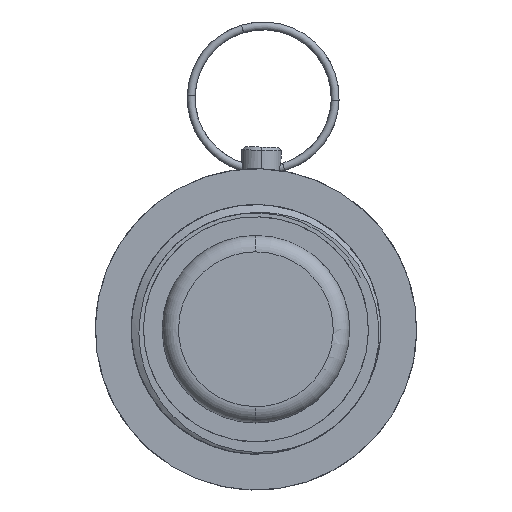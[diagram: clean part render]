
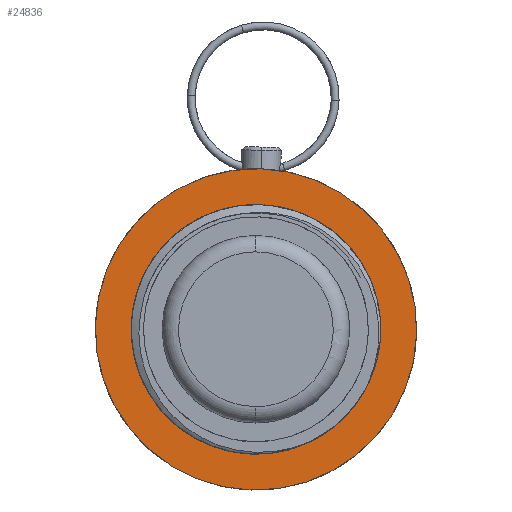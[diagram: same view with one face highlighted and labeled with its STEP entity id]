
A CAD part, front view. The second image highlights one B-rep face of the part: STEP entity #24836.
In plain terms, the highlighted planar face has unit normal (-0.001, -1, 0.001).
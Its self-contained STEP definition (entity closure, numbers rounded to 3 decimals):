
#24718=CARTESIAN_POINT('Vertex',(-58.62,1.266,0.)) ;
#24721=CARTESIAN_POINT('Axis2P3D Location',(-83.12,1.266,0.)) ;
#24725=CARTESIAN_POINT('Vertex',(-83.119,1.266,-24.5)) ;
#24728=CARTESIAN_POINT('Axis2P3D Location',(-83.12,1.266,0.)) ;
#24732=CARTESIAN_POINT('Vertex',(-107.62,1.266,0.)) ;
#24754=CARTESIAN_POINT('Axis2P3D Location',(-83.12,1.266,0.)) ;
#24766=CARTESIAN_POINT('Axis2P3D Location',(-95.37,1.266,0.)) ;
#24777=CARTESIAN_POINT('Control Point',(-83.12,1.266,19.05)) ;
#24778=CARTESIAN_POINT('Control Point',(-81.196,1.266,19.05)) ;
#24779=CARTESIAN_POINT('Control Point',(-79.271,1.266,18.807)) ;
#24780=CARTESIAN_POINT('Control Point',(-77.388,1.266,18.321)) ;
#24781=CARTESIAN_POINT('Control Point',(-73.784,1.266,16.884)) ;
#24782=CARTESIAN_POINT('Control Point',(-70.652,1.266,14.596)) ;
#24783=CARTESIAN_POINT('Control Point',(-69.238,1.266,13.259)) ;
#24784=CARTESIAN_POINT('Control Point',(-66.78,1.266,10.258)) ;
#24785=CARTESIAN_POINT('Control Point',(-65.146,1.266,6.741)) ;
#24786=CARTESIAN_POINT('Control Point',(-64.556,1.266,4.886)) ;
#24787=CARTESIAN_POINT('Control Point',(-63.857,1.266,1.071)) ;
#24788=CARTESIAN_POINT('Control Point',(-64.128,1.266,-2.799)) ;
#24789=CARTESIAN_POINT('Control Point',(-64.509,1.266,-4.707)) ;
#24790=CARTESIAN_POINT('Control Point',(-65.744,1.266,-8.384)) ;
#24791=CARTESIAN_POINT('Control Point',(-67.854,1.266,-11.639)) ;
#24792=CARTESIAN_POINT('Control Point',(-69.111,1.266,-13.124)) ;
#24793=CARTESIAN_POINT('Control Point',(-71.971,1.266,-15.745)) ;
#24794=CARTESIAN_POINT('Control Point',(-75.392,1.266,-17.573)) ;
#24795=CARTESIAN_POINT('Control Point',(-77.211,1.266,-18.265)) ;
#24796=CARTESIAN_POINT('Control Point',(-79.511,1.266,-18.819)) ;
#24797=CARTESIAN_POINT('Control Point',(-81.851,1.266,-19.015)) ;
#24798=CARTESIAN_POINT('Control Point',(-82.274,1.266,-19.038)) ;
#24799=CARTESIAN_POINT('Control Point',(-82.697,1.266,-19.05)) ;
#24800=CARTESIAN_POINT('Control Point',(-83.12,1.266,-19.05)) ;
#24801=CARTESIAN_POINT('Vertex',(-83.12,1.266,-19.05)) ;
#24803=CARTESIAN_POINT('Vertex',(-83.12,1.266,19.05)) ;
#24807=CARTESIAN_POINT('Control Point',(-83.12,1.266,-19.05)) ;
#24808=CARTESIAN_POINT('Control Point',(-85.044,1.266,-19.05)) ;
#24809=CARTESIAN_POINT('Control Point',(-86.968,1.266,-18.807)) ;
#24810=CARTESIAN_POINT('Control Point',(-88.853,1.266,-18.321)) ;
#24811=CARTESIAN_POINT('Control Point',(-92.456,1.266,-16.884)) ;
#24812=CARTESIAN_POINT('Control Point',(-95.588,1.266,-14.596)) ;
#24813=CARTESIAN_POINT('Control Point',(-97.002,1.266,-13.259)) ;
#24814=CARTESIAN_POINT('Control Point',(-99.46,1.266,-10.258)) ;
#24815=CARTESIAN_POINT('Control Point',(-101.094,1.266,-6.741)) ;
#24816=CARTESIAN_POINT('Control Point',(-101.684,1.266,-4.886)) ;
#24817=CARTESIAN_POINT('Control Point',(-102.383,1.266,-1.071)) ;
#24818=CARTESIAN_POINT('Control Point',(-102.112,1.266,2.798)) ;
#24819=CARTESIAN_POINT('Control Point',(-101.731,1.266,4.707)) ;
#24820=CARTESIAN_POINT('Control Point',(-100.496,1.266,8.384)) ;
#24821=CARTESIAN_POINT('Control Point',(-98.386,1.266,11.639)) ;
#24822=CARTESIAN_POINT('Control Point',(-97.129,1.266,13.124)) ;
#24823=CARTESIAN_POINT('Control Point',(-94.27,1.266,15.745)) ;
#24824=CARTESIAN_POINT('Control Point',(-90.848,1.266,17.572)) ;
#24825=CARTESIAN_POINT('Control Point',(-89.029,1.266,18.265)) ;
#24826=CARTESIAN_POINT('Control Point',(-86.73,1.266,18.819)) ;
#24827=CARTESIAN_POINT('Control Point',(-84.39,1.266,19.015)) ;
#24828=CARTESIAN_POINT('Control Point',(-83.966,1.266,19.038)) ;
#24829=CARTESIAN_POINT('Control Point',(-83.543,1.266,19.05)) ;
#24830=CARTESIAN_POINT('Control Point',(-83.12,1.266,19.05)) ;
#24722=DIRECTION('Axis2P3D Direction',(0.,-1.,0.)) ;
#24729=DIRECTION('Axis2P3D Direction',(0.,-1.,0.)) ;
#24755=DIRECTION('Axis2P3D Direction',(0.,-1.,0.)) ;
#24767=DIRECTION('Axis2P3D Direction',(0.,-1.,0.)) ;
#24768=DIRECTION('Axis2P3D XDirection',(0.,0.,-1.)) ;
#24723=AXIS2_PLACEMENT_3D('Circle Axis2P3D',#24721,#24722,$) ;
#24730=AXIS2_PLACEMENT_3D('Circle Axis2P3D',#24728,#24729,$) ;
#24756=AXIS2_PLACEMENT_3D('Circle Axis2P3D',#24754,#24755,$) ;
#24769=AXIS2_PLACEMENT_3D('Plane Axis2P3D',#24766,#24767,#24768) ;
#24724=CIRCLE('generated circle',#24723,24.5) ;
#24731=CIRCLE('generated circle',#24730,24.5) ;
#24757=CIRCLE('generated circle',#24756,24.5) ;
#24770=PLANE('',#24769) ;
#24835=FACE_BOUND('',#24832,.T.) ;
#24727=EDGE_CURVE('',#24726,#24719,#24724,.T.) ;
#24734=EDGE_CURVE('',#24733,#24726,#24731,.T.) ;
#24758=EDGE_CURVE('',#24719,#24733,#24757,.T.) ;
#24805=EDGE_CURVE('',#24802,#24804,#24776,.F.) ;
#24831=EDGE_CURVE('',#24804,#24802,#24806,.F.) ;
#24771=EDGE_LOOP('',(#24772,#24773,#24774)) ;
#24832=EDGE_LOOP('',(#24833,#24834)) ;
#24772=ORIENTED_EDGE('',*,*,#24758,.T.) ;
#24773=ORIENTED_EDGE('',*,*,#24734,.T.) ;
#24774=ORIENTED_EDGE('',*,*,#24727,.T.) ;
#24833=ORIENTED_EDGE('',*,*,#24805,.F.) ;
#24834=ORIENTED_EDGE('',*,*,#24831,.F.) ;
#24719=VERTEX_POINT('',#24718) ;
#24726=VERTEX_POINT('',#24725) ;
#24733=VERTEX_POINT('',#24732) ;
#24802=VERTEX_POINT('',#24801) ;
#24804=VERTEX_POINT('',#24803) ;
#24836=ADVANCED_FACE('MANIFOLD_SOLID_BREP #6199',(#24775,#24835),#24770,.T.) ;
#24776=B_SPLINE_CURVE_WITH_KNOTS('',5,(#24777,#24778,#24779,#24780,#24781,#24782,#24783,#24784,#24785,#24786,#24787,#24788,#24789,#24790,#24791,#24792,#24793,#24794,#24795,#24796,#24797,#24798,#24799,#24800),.UNSPECIFIED.,.F.,.U.,(6,3,3,3,3,3,3,6),(0.,13.642,27.284,40.926,54.568,68.21,81.852,84.851),.UNSPECIFIED.) ;
#24806=B_SPLINE_CURVE_WITH_KNOTS('',5,(#24807,#24808,#24809,#24810,#24811,#24812,#24813,#24814,#24815,#24816,#24817,#24818,#24819,#24820,#24821,#24822,#24823,#24824,#24825,#24826,#24827,#24828,#24829,#24830),.UNSPECIFIED.,.F.,.U.,(6,3,3,3,3,3,3,6),(0.,13.642,27.284,40.925,54.567,68.209,81.851,84.85),.UNSPECIFIED.) ;
#24775=FACE_OUTER_BOUND('',#24771,.T.) ;
